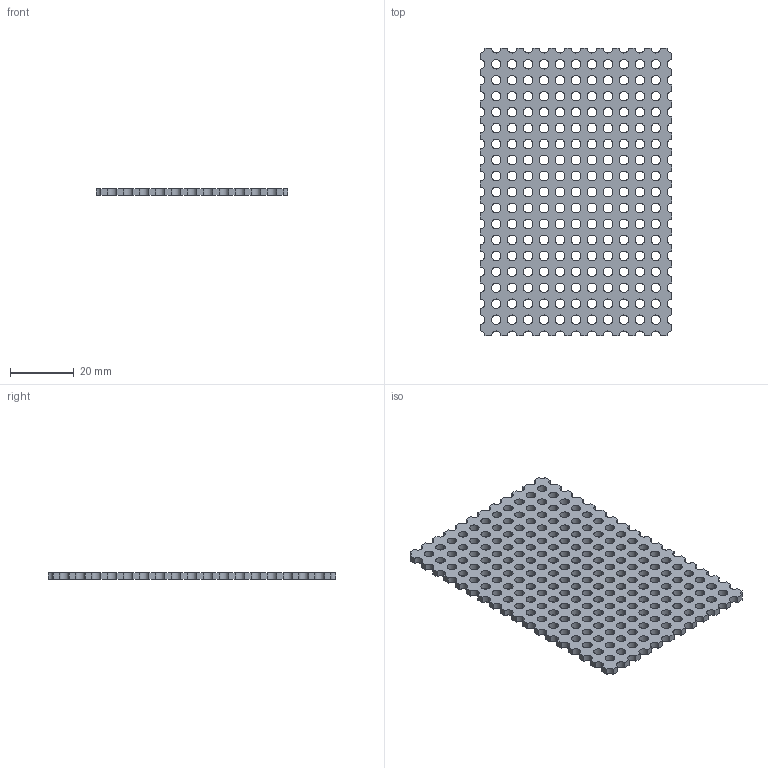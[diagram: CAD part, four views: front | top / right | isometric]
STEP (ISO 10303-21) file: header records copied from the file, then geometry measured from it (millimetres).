
FILE_DESCRIPTION (( 'STEP AP214' ), '1' );
FILE_NAME ('Board 90x60.STEP', '2022-02-11T14:12:16', ( '' ), ( '' ), 'SwSTEP 2.0', 'SolidWorks 2016', '' );
FILE_SCHEMA (( 'AUTOMOTIVE_DESIGN' ));
Length unit declared in the file: millimetre
Products named in the file (2): Board 90x60
Bounding box: 60 x 90 x 2 mm (x, y, z)
Volume: 7746.4 mm3; surface area: 12057.9 mm2
Topology: 1 solids, 1 shells, 513 faces, 1533 edges, 1022 vertices
Faces by surface type: cylinder 451, plane 62
Entity records: 18586 total; most frequent: DIRECTION 3465, CARTESIAN_POINT 3070, ORIENTED_EDGE 3066, EDGE_CURVE 1533, AXIS2_PLACEMENT_3D 1417, VERTEX_POINT 1022, CIRCLE 902, EDGE_LOOP 887
